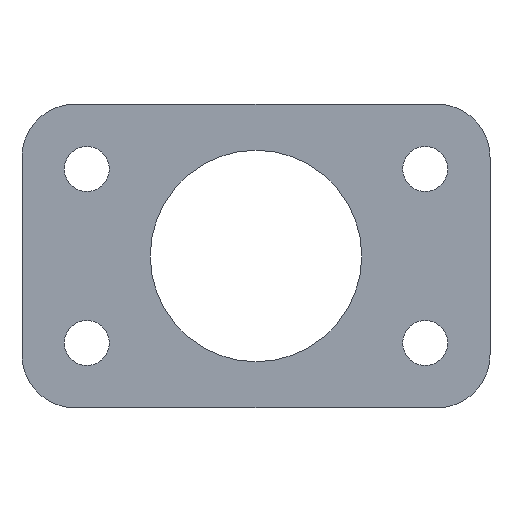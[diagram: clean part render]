
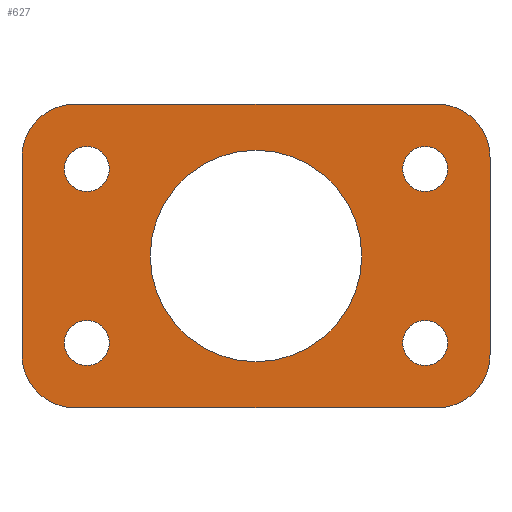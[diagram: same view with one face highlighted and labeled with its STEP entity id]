
A CAD part, left-side view. The second image highlights one B-rep face of the part: STEP entity #627.
In plain terms, the highlighted planar face has unit normal (-1, 0, 0).
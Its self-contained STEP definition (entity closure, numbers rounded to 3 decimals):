
#61=CARTESIAN_POINT('Vertex',(-2939.521,286.125,418.614)) ;
#66=CARTESIAN_POINT('Axis2P3D Location',(-2939.521,284.,418.614)) ;
#70=CARTESIAN_POINT('Vertex',(-2939.521,281.875,418.614)) ;
#92=CARTESIAN_POINT('Axis2P3D Location',(-2939.521,284.,418.614)) ;
#118=CARTESIAN_POINT('Vertex',(-2939.521,286.125,402.162)) ;
#123=CARTESIAN_POINT('Axis2P3D Location',(-2939.521,284.,402.162)) ;
#127=CARTESIAN_POINT('Vertex',(-2939.521,281.875,402.162)) ;
#149=CARTESIAN_POINT('Axis2P3D Location',(-2939.521,284.,402.162)) ;
#175=CARTESIAN_POINT('Vertex',(-2939.521,318.125,418.614)) ;
#180=CARTESIAN_POINT('Axis2P3D Location',(-2939.521,316.,418.614)) ;
#184=CARTESIAN_POINT('Vertex',(-2939.521,313.875,418.614)) ;
#206=CARTESIAN_POINT('Axis2P3D Location',(-2939.521,316.,418.614)) ;
#232=CARTESIAN_POINT('Vertex',(-2939.521,318.125,402.162)) ;
#237=CARTESIAN_POINT('Axis2P3D Location',(-2939.521,316.,402.162)) ;
#241=CARTESIAN_POINT('Vertex',(-2939.521,313.875,402.162)) ;
#263=CARTESIAN_POINT('Axis2P3D Location',(-2939.521,316.,402.162)) ;
#298=CARTESIAN_POINT('Vertex',(-2939.521,317.125,396.037)) ;
#301=CARTESIAN_POINT('Axis2P3D Location',(-2939.521,317.125,401.037)) ;
#305=CARTESIAN_POINT('Vertex',(-2939.521,322.125,401.037)) ;
#332=CARTESIAN_POINT('Line Origine',(-2939.521,322.125,410.388)) ;
#336=CARTESIAN_POINT('Vertex',(-2939.521,322.125,419.739)) ;
#363=CARTESIAN_POINT('Axis2P3D Location',(-2939.521,317.125,419.739)) ;
#367=CARTESIAN_POINT('Vertex',(-2939.521,317.125,424.739)) ;
#394=CARTESIAN_POINT('Line Origine',(-2939.521,300.,424.739)) ;
#398=CARTESIAN_POINT('Vertex',(-2939.521,282.875,424.739)) ;
#425=CARTESIAN_POINT('Axis2P3D Location',(-2939.521,282.875,419.739)) ;
#429=CARTESIAN_POINT('Vertex',(-2939.521,277.875,419.739)) ;
#449=CARTESIAN_POINT('Line Origine',(-2939.521,300.,396.037)) ;
#453=CARTESIAN_POINT('Vertex',(-2939.521,282.875,396.037)) ;
#487=CARTESIAN_POINT('Line Origine',(-2939.521,277.875,410.388)) ;
#491=CARTESIAN_POINT('Vertex',(-2939.521,277.875,401.037)) ;
#516=CARTESIAN_POINT('Axis2P3D Location',(-2939.521,282.875,401.037)) ;
#578=CARTESIAN_POINT('Axis2P3D Location',(-2939.521,0.,0.)) ;
#593=CARTESIAN_POINT('Axis2P3D Location',(-2939.521,300.,410.388)) ;
#597=CARTESIAN_POINT('Vertex',(-2939.521,310.,410.388)) ;
#599=CARTESIAN_POINT('Vertex',(-2939.521,290.,410.388)) ;
#602=CARTESIAN_POINT('Axis2P3D Location',(-2939.521,300.,410.388)) ;
#67=DIRECTION('Axis2P3D Direction',(-1.,0.,0.)) ;
#93=DIRECTION('Axis2P3D Direction',(-1.,0.,0.)) ;
#124=DIRECTION('Axis2P3D Direction',(-1.,0.,0.)) ;
#150=DIRECTION('Axis2P3D Direction',(-1.,0.,0.)) ;
#181=DIRECTION('Axis2P3D Direction',(-1.,0.,0.)) ;
#207=DIRECTION('Axis2P3D Direction',(-1.,0.,0.)) ;
#238=DIRECTION('Axis2P3D Direction',(-1.,0.,0.)) ;
#264=DIRECTION('Axis2P3D Direction',(-1.,0.,0.)) ;
#302=DIRECTION('Axis2P3D Direction',(1.,0.,0.)) ;
#333=DIRECTION('Vector Direction',(0.,0.,1.)) ;
#364=DIRECTION('Axis2P3D Direction',(1.,0.,-0.)) ;
#395=DIRECTION('Vector Direction',(0.,-1.,0.)) ;
#426=DIRECTION('Axis2P3D Direction',(1.,0.,0.)) ;
#450=DIRECTION('Vector Direction',(0.,1.,0.)) ;
#488=DIRECTION('Vector Direction',(0.,0.,-1.)) ;
#517=DIRECTION('Axis2P3D Direction',(1.,-0.,0.)) ;
#579=DIRECTION('Axis2P3D Direction',(-1.,0.,0.)) ;
#580=DIRECTION('Axis2P3D XDirection',(0.,-1.,0.)) ;
#594=DIRECTION('Axis2P3D Direction',(-1.,0.,0.)) ;
#603=DIRECTION('Axis2P3D Direction',(-1.,0.,0.)) ;
#68=AXIS2_PLACEMENT_3D('Circle Axis2P3D',#66,#67,$) ;
#94=AXIS2_PLACEMENT_3D('Circle Axis2P3D',#92,#93,$) ;
#125=AXIS2_PLACEMENT_3D('Circle Axis2P3D',#123,#124,$) ;
#151=AXIS2_PLACEMENT_3D('Circle Axis2P3D',#149,#150,$) ;
#182=AXIS2_PLACEMENT_3D('Circle Axis2P3D',#180,#181,$) ;
#208=AXIS2_PLACEMENT_3D('Circle Axis2P3D',#206,#207,$) ;
#239=AXIS2_PLACEMENT_3D('Circle Axis2P3D',#237,#238,$) ;
#265=AXIS2_PLACEMENT_3D('Circle Axis2P3D',#263,#264,$) ;
#303=AXIS2_PLACEMENT_3D('Circle Axis2P3D',#301,#302,$) ;
#365=AXIS2_PLACEMENT_3D('Circle Axis2P3D',#363,#364,$) ;
#427=AXIS2_PLACEMENT_3D('Circle Axis2P3D',#425,#426,$) ;
#518=AXIS2_PLACEMENT_3D('Circle Axis2P3D',#516,#517,$) ;
#581=AXIS2_PLACEMENT_3D('Plane Axis2P3D',#578,#579,#580) ;
#595=AXIS2_PLACEMENT_3D('Circle Axis2P3D',#593,#594,$) ;
#604=AXIS2_PLACEMENT_3D('Circle Axis2P3D',#602,#603,$) ;
#584=ORIENTED_EDGE('',*,*,#493,.T.) ;
#585=ORIENTED_EDGE('',*,*,#431,.F.) ;
#586=ORIENTED_EDGE('',*,*,#400,.T.) ;
#587=ORIENTED_EDGE('',*,*,#369,.F.) ;
#588=ORIENTED_EDGE('',*,*,#338,.T.) ;
#589=ORIENTED_EDGE('',*,*,#307,.F.) ;
#590=ORIENTED_EDGE('',*,*,#455,.T.) ;
#591=ORIENTED_EDGE('',*,*,#520,.F.) ;
#608=ORIENTED_EDGE('',*,*,#601,.T.) ;
#609=ORIENTED_EDGE('',*,*,#606,.T.) ;
#612=ORIENTED_EDGE('',*,*,#72,.F.) ;
#613=ORIENTED_EDGE('',*,*,#96,.F.) ;
#616=ORIENTED_EDGE('',*,*,#129,.F.) ;
#617=ORIENTED_EDGE('',*,*,#153,.F.) ;
#620=ORIENTED_EDGE('',*,*,#186,.F.) ;
#621=ORIENTED_EDGE('',*,*,#210,.F.) ;
#624=ORIENTED_EDGE('',*,*,#243,.F.) ;
#625=ORIENTED_EDGE('',*,*,#267,.F.) ;
#610=FACE_BOUND('',#607,.T.) ;
#614=FACE_BOUND('',#611,.T.) ;
#618=FACE_BOUND('',#615,.T.) ;
#622=FACE_BOUND('',#619,.T.) ;
#626=FACE_BOUND('',#623,.T.) ;
#334=VECTOR('Line Direction',#333,1.) ;
#396=VECTOR('Line Direction',#395,1.) ;
#451=VECTOR('Line Direction',#450,1.) ;
#489=VECTOR('Line Direction',#488,1.) ;
#627=ADVANCED_FACE('Corps principal',(#592,#610,#614,#618,#622,#626),#582,.T.) ;
#69=CIRCLE('generated circle',#68,2.125) ;
#95=CIRCLE('generated circle',#94,2.125) ;
#126=CIRCLE('generated circle',#125,2.125) ;
#152=CIRCLE('generated circle',#151,2.125) ;
#183=CIRCLE('generated circle',#182,2.125) ;
#209=CIRCLE('generated circle',#208,2.125) ;
#240=CIRCLE('generated circle',#239,2.125) ;
#266=CIRCLE('generated circle',#265,2.125) ;
#304=CIRCLE('generated circle',#303,5.) ;
#366=CIRCLE('generated circle',#365,5.) ;
#428=CIRCLE('generated circle',#427,5.) ;
#519=CIRCLE('generated circle',#518,5.) ;
#596=CIRCLE('generated circle',#595,10.) ;
#605=CIRCLE('generated circle',#604,10.) ;
#72=EDGE_CURVE('',#62,#71,#69,.T.) ;
#96=EDGE_CURVE('',#71,#62,#95,.T.) ;
#129=EDGE_CURVE('',#119,#128,#126,.T.) ;
#153=EDGE_CURVE('',#128,#119,#152,.T.) ;
#186=EDGE_CURVE('',#176,#185,#183,.T.) ;
#210=EDGE_CURVE('',#185,#176,#209,.T.) ;
#243=EDGE_CURVE('',#233,#242,#240,.T.) ;
#267=EDGE_CURVE('',#242,#233,#266,.T.) ;
#307=EDGE_CURVE('',#299,#306,#304,.T.) ;
#338=EDGE_CURVE('',#337,#306,#335,.F.) ;
#369=EDGE_CURVE('',#337,#368,#366,.T.) ;
#400=EDGE_CURVE('',#399,#368,#397,.F.) ;
#431=EDGE_CURVE('',#399,#430,#428,.T.) ;
#455=EDGE_CURVE('',#299,#454,#452,.F.) ;
#493=EDGE_CURVE('',#492,#430,#490,.F.) ;
#520=EDGE_CURVE('',#492,#454,#519,.T.) ;
#601=EDGE_CURVE('',#598,#600,#596,.F.) ;
#606=EDGE_CURVE('',#600,#598,#605,.F.) ;
#583=EDGE_LOOP('',(#584,#585,#586,#587,#588,#589,#590,#591)) ;
#607=EDGE_LOOP('',(#608,#609)) ;
#611=EDGE_LOOP('',(#612,#613)) ;
#615=EDGE_LOOP('',(#616,#617)) ;
#619=EDGE_LOOP('',(#620,#621)) ;
#623=EDGE_LOOP('',(#624,#625)) ;
#592=FACE_OUTER_BOUND('',#583,.T.) ;
#335=LINE('Line',#332,#334) ;
#397=LINE('Line',#394,#396) ;
#452=LINE('Line',#449,#451) ;
#490=LINE('Line',#487,#489) ;
#582=PLANE('',#581) ;
#62=VERTEX_POINT('',#61) ;
#71=VERTEX_POINT('',#70) ;
#119=VERTEX_POINT('',#118) ;
#128=VERTEX_POINT('',#127) ;
#176=VERTEX_POINT('',#175) ;
#185=VERTEX_POINT('',#184) ;
#233=VERTEX_POINT('',#232) ;
#242=VERTEX_POINT('',#241) ;
#299=VERTEX_POINT('',#298) ;
#306=VERTEX_POINT('',#305) ;
#337=VERTEX_POINT('',#336) ;
#368=VERTEX_POINT('',#367) ;
#399=VERTEX_POINT('',#398) ;
#430=VERTEX_POINT('',#429) ;
#454=VERTEX_POINT('',#453) ;
#492=VERTEX_POINT('',#491) ;
#598=VERTEX_POINT('',#597) ;
#600=VERTEX_POINT('',#599) ;
